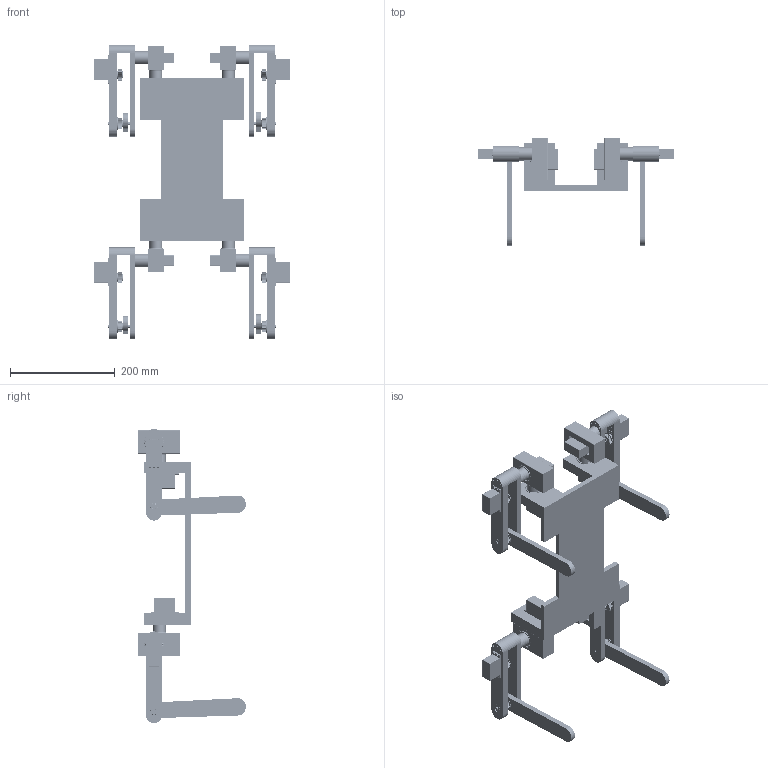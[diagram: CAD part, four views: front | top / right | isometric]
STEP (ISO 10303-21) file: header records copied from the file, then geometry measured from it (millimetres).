
FILE_DESCRIPTION((''),'2;1');
FILE_NAME('FINAL_BUILD_ASM','2023-07-07T00:18:31',('Lenovo'),(''),'CREO PARAMETRIC BY PTC INC, 2022073','CREO PARAMETRIC BY PTC INC, 2022073','');
FILE_SCHEMA(('CONFIG_CONTROL_DESIGN'));
Length unit declared in the file: millimetre
Products named in the file (16): NEW_MAIN_FRAME; BEARING_37MM; SERVO; DISK_SERVO; SERVO_AND_DISK_ASM; SHOULDER_1; SHOULDER_2; INNER_FEMUR; OUTER_FEMUR; 17MM_BEARING; PULLEY; PULLEY_AND_SERVO_ASM; TIBIA_1; LEG_1_ASM; LEG_2_ASM; FINAL_BUILD_ASM
Assembly tree (39 placements, depth 4):
  FINAL_BUILD_ASM
    NEW_MAIN_FRAME
    BEARING_37MM  x8
    SERVO_AND_DISK_ASM  x8
      SERVO
      DISK_SERVO
    SHOULDER_1  x2
    SHOULDER_2  x2
    LEG_1_ASM  x2
      INNER_FEMUR
      OUTER_FEMUR
      17MM_BEARING
      PULLEY_AND_SERVO_ASM
        SERVO
        PULLEY
      TIBIA_1
    LEG_2_ASM  x2
      INNER_FEMUR
      OUTER_FEMUR
      17MM_BEARING
      PULLEY_AND_SERVO_ASM
        SERVO
        PULLEY
      TIBIA_1
Bounding box: 375 x 204.91 x 561.4 mm (x, y, z)
Volume: 2403548 mm3; surface area: 617402.8 mm2
Topology: 297 solids, 297 shells, 6410 faces, 17372 edges, 10672 vertices
Faces by surface type: cylinder 2492, plane 2210, sphere 1144, torus 356, cone 144, bspline 64
Entity records: 37300 total; most frequent: CARTESIAN_POINT 7640, DIRECTION 6883, ORIENTED_EDGE 5812, EDGE_CURVE 2906, AXIS2_PLACEMENT_3D 2879, VERTEX_POINT 1951, CIRCLE 1698, EDGE_LOOP 1255
